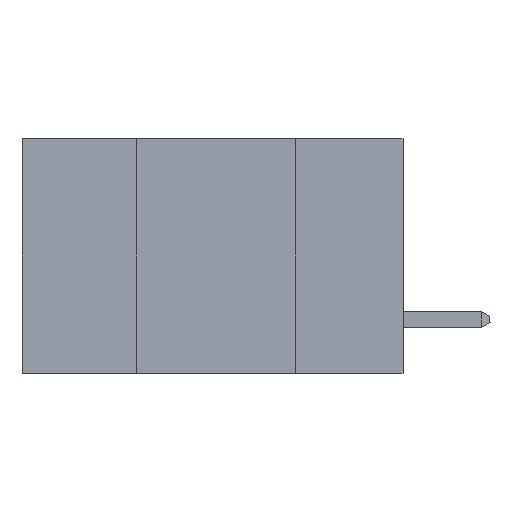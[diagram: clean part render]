
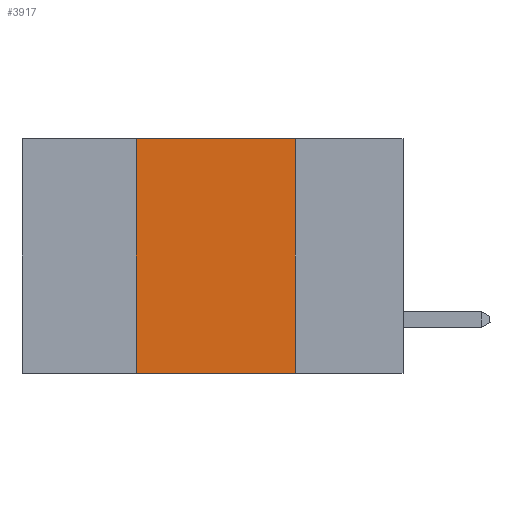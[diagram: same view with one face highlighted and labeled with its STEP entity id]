
A CAD part, left-side view. The second image highlights one B-rep face of the part: STEP entity #3917.
In plain terms, the highlighted planar face has unit normal (-1, 0, 0).
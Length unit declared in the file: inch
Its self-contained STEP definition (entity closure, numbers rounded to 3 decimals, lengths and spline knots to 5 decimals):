
#2238 = EDGE_CURVE ( 'NONE', #23800, #24552, #30284, .T. ) ;
#2919 = PLANE ( 'NONE',  #29533 ) ;
#3672 = CARTESIAN_POINT ( 'NONE',  ( 0., 0.17, 0. ) ) ;
#3917 = ADVANCED_FACE ( 'NONE', ( #22225 ), #2919, .F. ) ;
#4208 = EDGE_LOOP ( 'NONE', ( #26675, #29894, #10725, #15550 ) ) ;
#5838 = VECTOR ( 'NONE', #30665, 39.37008 ) ;
#6119 = CARTESIAN_POINT ( 'NONE',  ( 0., 0.6, 0. ) ) ;
#6496 = DIRECTION ( 'NONE',  ( 0., 0., -1. ) ) ;
#9020 = VERTEX_POINT ( 'NONE', #21030 ) ;
#9468 = DIRECTION ( 'NONE',  ( 0., -1., 0. ) ) ;
#9476 = CARTESIAN_POINT ( 'NONE',  ( 0., 0.42, 0. ) ) ;
#10725 = ORIENTED_EDGE ( 'NONE', *, *, #2238, .F. ) ;
#11201 = VECTOR ( 'NONE', #13554, 39.37008 ) ;
#11695 = DIRECTION ( 'NONE',  ( 1., 0., 0. ) ) ;
#13180 = VECTOR ( 'NONE', #9468, 39.37008 ) ;
#13554 = DIRECTION ( 'NONE',  ( 0., -1., 0. ) ) ;
#14188 = VERTEX_POINT ( 'NONE', #31731 ) ;
#15550 = ORIENTED_EDGE ( 'NONE', *, *, #25885, .T. ) ;
#16504 = VECTOR ( 'NONE', #6496, 39.37008 ) ;
#20730 = EDGE_CURVE ( 'NONE', #24552, #14188, #35441, .T. ) ;
#21030 = CARTESIAN_POINT ( 'NONE',  ( 0., 0.17, -0.37 ) ) ;
#21496 = CARTESIAN_POINT ( 'NONE',  ( 0., 0.42, 0. ) ) ;
#22225 = FACE_OUTER_BOUND ( 'NONE', #4208, .T. ) ;
#23800 = VERTEX_POINT ( 'NONE', #28955 ) ;
#24552 = VERTEX_POINT ( 'NONE', #9476 ) ;
#25885 = EDGE_CURVE ( 'NONE', #23800, #9020, #32626, .T. ) ;
#26675 = ORIENTED_EDGE ( 'NONE', *, *, #35283, .F. ) ;
#28955 = CARTESIAN_POINT ( 'NONE',  ( 0., 0.42, -0.37 ) ) ;
#28971 = CARTESIAN_POINT ( 'NONE',  ( 0., 0.6, 0. ) ) ;
#29533 = AXIS2_PLACEMENT_3D ( 'NONE', #6119, #11695, #34024 ) ;
#29894 = ORIENTED_EDGE ( 'NONE', *, *, #20730, .F. ) ;
#30284 = LINE ( 'NONE', #21496, #5838 ) ;
#30665 = DIRECTION ( 'NONE',  ( 0., 0., 1. ) ) ;
#31731 = CARTESIAN_POINT ( 'NONE',  ( 0., 0.17, 0. ) ) ;
#32626 = LINE ( 'NONE', #33284, #11201 ) ;
#33121 = LINE ( 'NONE', #3672, #16504 ) ;
#33284 = CARTESIAN_POINT ( 'NONE',  ( 0., 0.6, -0.37 ) ) ;
#34024 = DIRECTION ( 'NONE',  ( 0., 0., -1. ) ) ;
#35283 = EDGE_CURVE ( 'NONE', #14188, #9020, #33121, .T. ) ;
#35441 = LINE ( 'NONE', #28971, #13180 ) ;
